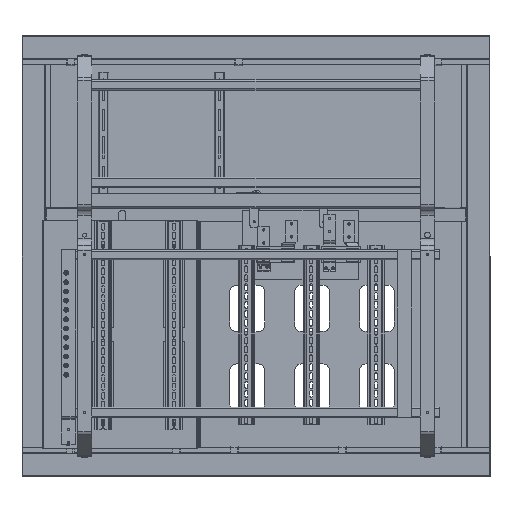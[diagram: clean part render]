
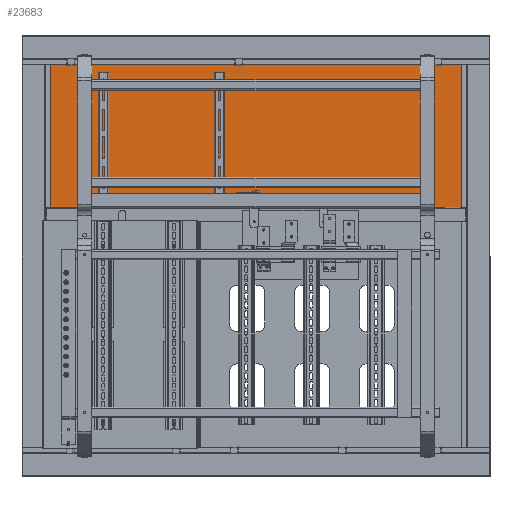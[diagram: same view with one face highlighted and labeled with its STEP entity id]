
A CAD part, left-side view. The second image highlights one B-rep face of the part: STEP entity #23683.
In plain terms, the highlighted face is planar.
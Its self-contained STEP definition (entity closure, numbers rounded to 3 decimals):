
#1197 = DIRECTION ( 'NONE',  ( 1., 0., 0. ) ) ;
#1199 = DIRECTION ( 'NONE',  ( 0., 1., 0. ) ) ;
#2546 = AXIS2_PLACEMENT_3D ( 'NONE', #56205, #44855, #1197 ) ;
#3228 = EDGE_CURVE ( 'NONE', #9913, #59779, #61027, .T. ) ;
#3397 = VERTEX_POINT ( 'NONE', #50025 ) ;
#6304 = VERTEX_POINT ( 'NONE', #62118 ) ;
#6502 = VECTOR ( 'NONE', #56660, 1000. ) ;
#6688 = CARTESIAN_POINT ( 'NONE',  ( 161.7, 900.7, -1. ) ) ;
#6880 = CARTESIAN_POINT ( 'NONE',  ( -139., 455.149, -1. ) ) ;
#8055 = EDGE_LOOP ( 'NONE', ( #18350, #22006, #35447, #50401 ) ) ;
#8275 = DIRECTION ( 'NONE',  ( 1., 0., 0. ) ) ;
#9913 = VERTEX_POINT ( 'NONE', #6688 ) ;
#12009 = CARTESIAN_POINT ( 'NONE',  ( -161.7, 2.3, -1. ) ) ;
#12143 = VECTOR ( 'NONE', #45296, 1000. ) ;
#12543 = EDGE_LOOP ( 'NONE', ( #67629, #20664, #61021, #29499 ) ) ;
#12973 = VERTEX_POINT ( 'NONE', #36123 ) ;
#13660 = VERTEX_POINT ( 'NONE', #67064 ) ;
#14664 = DIRECTION ( 'NONE',  ( 0., 0., 1. ) ) ;
#15109 = VERTEX_POINT ( 'NONE', #58208 ) ;
#15598 = EDGE_CURVE ( 'NONE', #13660, #3397, #55501, .T. ) ;
#18350 = ORIENTED_EDGE ( 'NONE', *, *, #44720, .T. ) ;
#18551 = CARTESIAN_POINT ( 'NONE',  ( -122., 455.149, -1. ) ) ;
#19321 = EDGE_CURVE ( 'NONE', #59779, #6304, #40640, .T. ) ;
#19696 = CARTESIAN_POINT ( 'NONE',  ( -161.7, 900.7, -1. ) ) ;
#19988 = CARTESIAN_POINT ( 'NONE',  ( 0., 0., -1. ) ) ;
#20664 = ORIENTED_EDGE ( 'NONE', *, *, #42201, .F. ) ;
#22006 = ORIENTED_EDGE ( 'NONE', *, *, #56096, .T. ) ;
#22728 = VECTOR ( 'NONE', #23574, 1000. ) ;
#23574 = DIRECTION ( 'NONE',  ( 0., -1., 0. ) ) ;
#23630 = CARTESIAN_POINT ( 'NONE',  ( 161.7, 2.3, -1. ) ) ;
#23683 = ADVANCED_FACE ( 'NONE', ( #32396, #46977 ), #68600, .F. ) ;
#24516 = VECTOR ( 'NONE', #54997, 1000. ) ;
#24741 = VERTEX_POINT ( 'NONE', #6880 ) ;
#25694 = VECTOR ( 'NONE', #26941, 1000. ) ;
#26941 = DIRECTION ( 'NONE',  ( 1., 0., 0. ) ) ;
#29499 = ORIENTED_EDGE ( 'NONE', *, *, #3228, .F. ) ;
#32396 = FACE_BOUND ( 'NONE', #8055, .T. ) ;
#35447 = ORIENTED_EDGE ( 'NONE', *, *, #15598, .T. ) ;
#36123 = CARTESIAN_POINT ( 'NONE',  ( -139., 447.851, -1. ) ) ;
#37666 = AXIS2_PLACEMENT_3D ( 'NONE', #56903, #46958, #8275 ) ;
#39762 = CARTESIAN_POINT ( 'NONE',  ( 164., 900.7, -1. ) ) ;
#39936 = CARTESIAN_POINT ( 'NONE',  ( -161.7, 903., -1. ) ) ;
#40640 = LINE ( 'NONE', #39936, #22728 ) ;
#42198 = AXIS2_PLACEMENT_3D ( 'NONE', #19988, #14664, #57983 ) ;
#42201 = EDGE_CURVE ( 'NONE', #6304, #15109, #48588, .T. ) ;
#42773 = EDGE_CURVE ( 'NONE', #15109, #9913, #56283, .T. ) ;
#44720 = EDGE_CURVE ( 'NONE', #24741, #12973, #46726, .T. ) ;
#44855 = DIRECTION ( 'NONE',  ( 0., 0., 1. ) ) ;
#45296 = DIRECTION ( 'NONE',  ( 0., 1., 0. ) ) ;
#45622 = CIRCLE ( 'NONE', #37666, 9.25 ) ;
#46726 = LINE ( 'NONE', #51332, #6502 ) ;
#46958 = DIRECTION ( 'NONE',  ( 0., 0., 1. ) ) ;
#46977 = FACE_OUTER_BOUND ( 'NONE', #12543, .T. ) ;
#48588 = LINE ( 'NONE', #12009, #25694 ) ;
#50025 = CARTESIAN_POINT ( 'NONE',  ( -122., 455.149, -1. ) ) ;
#50401 = ORIENTED_EDGE ( 'NONE', *, *, #55248, .T. ) ;
#51332 = CARTESIAN_POINT ( 'NONE',  ( -139., 455.149, -1. ) ) ;
#54997 = DIRECTION ( 'NONE',  ( -1., 0., 0. ) ) ;
#55248 = EDGE_CURVE ( 'NONE', #3397, #24741, #45622, .T. ) ;
#55501 = LINE ( 'NONE', #18551, #58262 ) ;
#56096 = EDGE_CURVE ( 'NONE', #12973, #13660, #62630, .T. ) ;
#56205 = CARTESIAN_POINT ( 'NONE',  ( -130.5, 451.5, -1. ) ) ;
#56283 = LINE ( 'NONE', #23630, #12143 ) ;
#56660 = DIRECTION ( 'NONE',  ( 0., -1., 0. ) ) ;
#56903 = CARTESIAN_POINT ( 'NONE',  ( -130.5, 451.5, -1. ) ) ;
#57983 = DIRECTION ( 'NONE',  ( 1., 0., 0. ) ) ;
#58208 = CARTESIAN_POINT ( 'NONE',  ( 161.7, 2.3, -1. ) ) ;
#58262 = VECTOR ( 'NONE', #1199, 1000. ) ;
#59779 = VERTEX_POINT ( 'NONE', #19696 ) ;
#61021 = ORIENTED_EDGE ( 'NONE', *, *, #19321, .F. ) ;
#61027 = LINE ( 'NONE', #39762, #24516 ) ;
#62118 = CARTESIAN_POINT ( 'NONE',  ( -161.7, 2.3, -1. ) ) ;
#62630 = CIRCLE ( 'NONE', #2546, 9.25 ) ;
#67064 = CARTESIAN_POINT ( 'NONE',  ( -122., 447.851, -1. ) ) ;
#67629 = ORIENTED_EDGE ( 'NONE', *, *, #42773, .F. ) ;
#68600 = PLANE ( 'NONE',  #42198 ) ;
